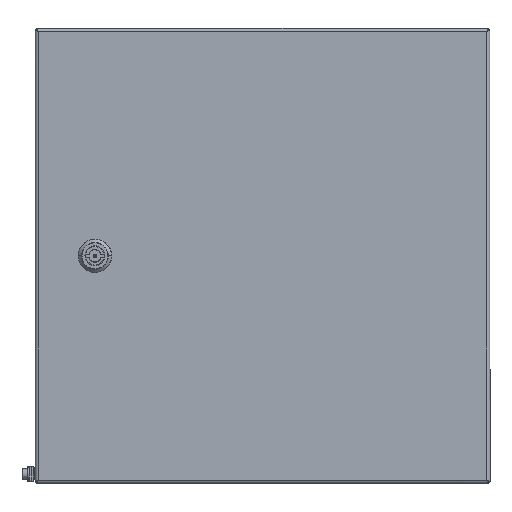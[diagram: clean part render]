
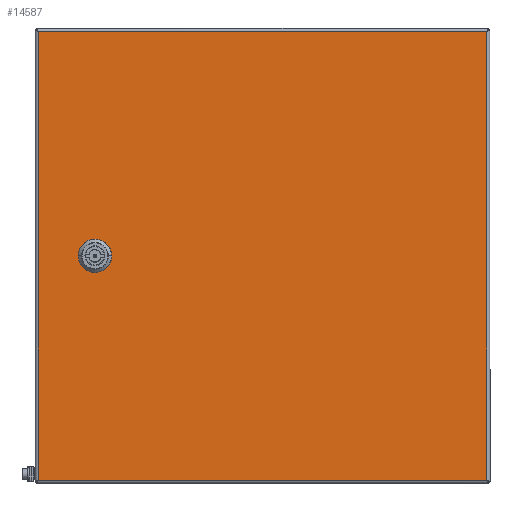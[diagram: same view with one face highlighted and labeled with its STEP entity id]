
A CAD part, top view. The second image highlights one B-rep face of the part: STEP entity #14587.
In plain terms, the highlighted face is planar.
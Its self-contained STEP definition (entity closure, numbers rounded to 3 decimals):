
#630 = ORIENTED_EDGE ( 'NONE', *, *, #1402, .F. ) ;
#1123 = VERTEX_POINT ( 'NONE', #13036 ) ;
#1170 = LINE ( 'NONE', #4297, #31455 ) ;
#1402 = EDGE_CURVE ( 'NONE', #12148, #18155, #15603, .T. ) ;
#1751 = VERTEX_POINT ( 'NONE', #21900 ) ;
#2081 = VERTEX_POINT ( 'NONE', #11559 ) ;
#2230 = LINE ( 'NONE', #9181, #4079 ) ;
#2385 = DIRECTION ( 'NONE',  ( 1., 0., 0. ) ) ;
#2733 = CARTESIAN_POINT ( 'NONE',  ( 140., 0., 0. ) ) ;
#2863 = CARTESIAN_POINT ( 'NONE',  ( 150., -5.154, 0. ) ) ;
#3077 = CIRCLE ( 'NONE', #8943, 11.25 ) ;
#3259 = FACE_BOUND ( 'NONE', #29650, .T. ) ;
#3784 = CIRCLE ( 'NONE', #23825, 11.25 ) ;
#4079 = VECTOR ( 'NONE', #29831, 1000. ) ;
#4297 = CARTESIAN_POINT ( 'NONE',  ( -187.5, -188.743, 0. ) ) ;
#4739 = EDGE_LOOP ( 'NONE', ( #24134, #7729, #6398, #23421 ) ) ;
#4935 = CARTESIAN_POINT ( 'NONE',  ( 134.846, -10., 0. ) ) ;
#5416 = VERTEX_POINT ( 'NONE', #13439 ) ;
#5673 = DIRECTION ( 'NONE',  ( -1., 0., 0. ) ) ;
#6398 = ORIENTED_EDGE ( 'NONE', *, *, #33987, .T. ) ;
#6750 = DIRECTION ( 'NONE',  ( 0., 0., -1. ) ) ;
#7053 = ORIENTED_EDGE ( 'NONE', *, *, #27435, .F. ) ;
#7459 = VERTEX_POINT ( 'NONE', #28743 ) ;
#7729 = ORIENTED_EDGE ( 'NONE', *, *, #35158, .T. ) ;
#7952 = ORIENTED_EDGE ( 'NONE', *, *, #31237, .F. ) ;
#8150 = CARTESIAN_POINT ( 'NONE',  ( 188.743, -187.5, 0. ) ) ;
#8888 = VECTOR ( 'NONE', #31987, 1000. ) ;
#8929 = VERTEX_POINT ( 'NONE', #2863 ) ;
#8943 = AXIS2_PLACEMENT_3D ( 'NONE', #14955, #35451, #17900 ) ;
#9181 = CARTESIAN_POINT ( 'NONE',  ( 187.5, 188.743, 0. ) ) ;
#9653 = CARTESIAN_POINT ( 'NONE',  ( 130., -5.154, 0. ) ) ;
#9758 = CARTESIAN_POINT ( 'NONE',  ( -188.743, 187.5, 0. ) ) ;
#10417 = CARTESIAN_POINT ( 'NONE',  ( 145.154, 10., 0. ) ) ;
#11559 = CARTESIAN_POINT ( 'NONE',  ( 187.5, 187.5, 0. ) ) ;
#11746 = CARTESIAN_POINT ( 'NONE',  ( 140., 0., 0. ) ) ;
#11827 = AXIS2_PLACEMENT_3D ( 'NONE', #2733, #23201, #5673 ) ;
#12148 = VERTEX_POINT ( 'NONE', #4935 ) ;
#12206 = CARTESIAN_POINT ( 'NONE',  ( 145.154, -10., 0. ) ) ;
#12314 = VECTOR ( 'NONE', #33229, 1000. ) ;
#12561 = LINE ( 'NONE', #34264, #27223 ) ;
#13036 = CARTESIAN_POINT ( 'NONE',  ( 145.154, -10., 0. ) ) ;
#13439 = CARTESIAN_POINT ( 'NONE',  ( 134.846, 10., 0. ) ) ;
#14587 = ADVANCED_FACE ( 'NONE', ( #3259, #31696 ), #37457, .F. ) ;
#14685 = ORIENTED_EDGE ( 'NONE', *, *, #24268, .F. ) ;
#14699 = DIRECTION ( 'NONE',  ( -1., 0., 0. ) ) ;
#14701 = VECTOR ( 'NONE', #21132, 1000. ) ;
#14879 = VERTEX_POINT ( 'NONE', #10417 ) ;
#14955 = CARTESIAN_POINT ( 'NONE',  ( 140., 0., 0. ) ) ;
#15338 = VECTOR ( 'NONE', #22996, 1000. ) ;
#15603 = CIRCLE ( 'NONE', #11827, 11.25 ) ;
#16472 = CARTESIAN_POINT ( 'NONE',  ( -187.5, 187.5, 0. ) ) ;
#17711 = VERTEX_POINT ( 'NONE', #21098 ) ;
#17900 = DIRECTION ( 'NONE',  ( -1., 0., 0. ) ) ;
#18155 = VERTEX_POINT ( 'NONE', #9653 ) ;
#19948 = DIRECTION ( 'NONE',  ( 0., 0., 1. ) ) ;
#20240 = VERTEX_POINT ( 'NONE', #22284 ) ;
#20609 = DIRECTION ( 'NONE',  ( 0., 1., 0. ) ) ;
#21098 = CARTESIAN_POINT ( 'NONE',  ( 187.5, -187.5, 0. ) ) ;
#21132 = DIRECTION ( 'NONE',  ( -1., 0., 0. ) ) ;
#21371 = AXIS2_PLACEMENT_3D ( 'NONE', #28654, #19948, #2385 ) ;
#21806 = DIRECTION ( 'NONE',  ( 0., 1., 0. ) ) ;
#21900 = CARTESIAN_POINT ( 'NONE',  ( 150., 5.154, 0. ) ) ;
#22284 = CARTESIAN_POINT ( 'NONE',  ( 130., 5.154, 0. ) ) ;
#22430 = LINE ( 'NONE', #12206, #14701 ) ;
#22450 = ORIENTED_EDGE ( 'NONE', *, *, #30064, .F. ) ;
#22979 = CIRCLE ( 'NONE', #25285, 11.25 ) ;
#22996 = DIRECTION ( 'NONE',  ( -1., 0., 0. ) ) ;
#23201 = DIRECTION ( 'NONE',  ( 0., 0., -1. ) ) ;
#23421 = ORIENTED_EDGE ( 'NONE', *, *, #33303, .T. ) ;
#23825 = AXIS2_PLACEMENT_3D ( 'NONE', #11746, #32258, #14699 ) ;
#24134 = ORIENTED_EDGE ( 'NONE', *, *, #36306, .T. ) ;
#24268 = EDGE_CURVE ( 'NONE', #18155, #20240, #33130, .T. ) ;
#24297 = CARTESIAN_POINT ( 'NONE',  ( 140., 0., 0. ) ) ;
#24461 = LINE ( 'NONE', #31866, #8888 ) ;
#25285 = AXIS2_PLACEMENT_3D ( 'NONE', #24297, #6750, #27276 ) ;
#25306 = VECTOR ( 'NONE', #20609, 1000. ) ;
#27223 = VECTOR ( 'NONE', #31313, 1000. ) ;
#27276 = DIRECTION ( 'NONE',  ( -1., 0., 0. ) ) ;
#27435 = EDGE_CURVE ( 'NONE', #20240, #5416, #3077, .T. ) ;
#28654 = CARTESIAN_POINT ( 'NONE',  ( -190., 190., 0. ) ) ;
#28743 = CARTESIAN_POINT ( 'NONE',  ( -187.5, -187.5, 0. ) ) ;
#29336 = VERTEX_POINT ( 'NONE', #16472 ) ;
#29650 = EDGE_LOOP ( 'NONE', ( #36176, #36051, #33011, #7952, #22450, #7053, #14685, #630 ) ) ;
#29831 = DIRECTION ( 'NONE',  ( 0., -1., 0. ) ) ;
#30064 = EDGE_CURVE ( 'NONE', #5416, #14879, #24461, .T. ) ;
#30460 = EDGE_CURVE ( 'NONE', #1751, #8929, #12561, .T. ) ;
#31237 = EDGE_CURVE ( 'NONE', #14879, #1751, #22979, .T. ) ;
#31313 = DIRECTION ( 'NONE',  ( 0., -1., 0. ) ) ;
#31455 = VECTOR ( 'NONE', #21806, 1000. ) ;
#31647 = EDGE_CURVE ( 'NONE', #8929, #1123, #3784, .T. ) ;
#31696 = FACE_OUTER_BOUND ( 'NONE', #4739, .T. ) ;
#31866 = CARTESIAN_POINT ( 'NONE',  ( 145.154, 10., 0. ) ) ;
#31987 = DIRECTION ( 'NONE',  ( 1., 0., 0. ) ) ;
#32258 = DIRECTION ( 'NONE',  ( 0., 0., -1. ) ) ;
#32319 = CARTESIAN_POINT ( 'NONE',  ( 130., 5.154, 0. ) ) ;
#32839 = EDGE_CURVE ( 'NONE', #1123, #12148, #22430, .T. ) ;
#33011 = ORIENTED_EDGE ( 'NONE', *, *, #30460, .F. ) ;
#33130 = LINE ( 'NONE', #32319, #25306 ) ;
#33229 = DIRECTION ( 'NONE',  ( 1., 0., 0. ) ) ;
#33303 = EDGE_CURVE ( 'NONE', #2081, #17711, #2230, .T. ) ;
#33987 = EDGE_CURVE ( 'NONE', #29336, #2081, #36556, .T. ) ;
#34264 = CARTESIAN_POINT ( 'NONE',  ( 150., 5.154, 0. ) ) ;
#35158 = EDGE_CURVE ( 'NONE', #7459, #29336, #1170, .T. ) ;
#35451 = DIRECTION ( 'NONE',  ( 0., 0., -1. ) ) ;
#36051 = ORIENTED_EDGE ( 'NONE', *, *, #31647, .F. ) ;
#36176 = ORIENTED_EDGE ( 'NONE', *, *, #32839, .F. ) ;
#36306 = EDGE_CURVE ( 'NONE', #17711, #7459, #37732, .T. ) ;
#36556 = LINE ( 'NONE', #9758, #12314 ) ;
#37457 = PLANE ( 'NONE',  #21371 ) ;
#37732 = LINE ( 'NONE', #8150, #15338 ) ;
